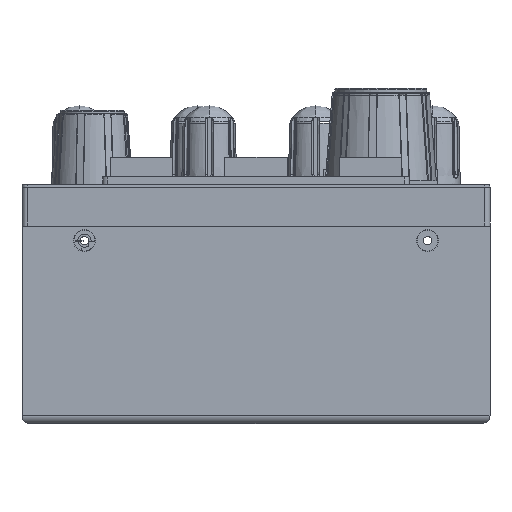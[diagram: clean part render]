
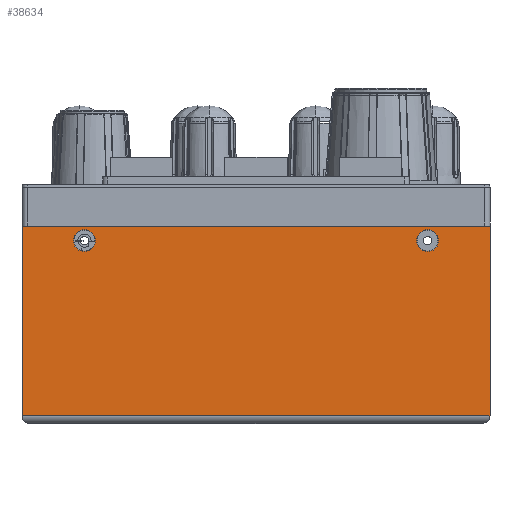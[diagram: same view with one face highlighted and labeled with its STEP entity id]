
A CAD part, front view. The second image highlights one B-rep face of the part: STEP entity #38634.
In plain terms, the highlighted planar face has unit normal (0, -1, 0).
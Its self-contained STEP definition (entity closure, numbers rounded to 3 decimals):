
#2940 = ORIENTED_EDGE ( 'NONE', *, *, #53427, .F. ) ;
#8840 = EDGE_CURVE ( 'NONE', #144815, #143175, #110492, .T. ) ;
#10141 = CARTESIAN_POINT ( 'NONE',  ( -67.853, -100.683, 9.536 ) ) ;
#14239 = CARTESIAN_POINT ( 'NONE',  ( -67.853, -100.683, 9.536 ) ) ;
#15404 = CARTESIAN_POINT ( 'NONE',  ( -67.853, -100.683, -26.964 ) ) ;
#15693 = FACE_BOUND ( 'NONE', #161057, .T. ) ;
#18647 = DIRECTION ( 'NONE',  ( 0., 0., -1. ) ) ;
#21712 = ORIENTED_EDGE ( 'NONE', *, *, #134497, .T. ) ;
#28222 = DIRECTION ( 'NONE',  ( 0., 0., -1. ) ) ;
#28770 = FACE_BOUND ( 'NONE', #150389, .T. ) ;
#29002 = CARTESIAN_POINT ( 'NONE',  ( -55.853, -100.683, 4.647 ) ) ;
#29598 = FACE_OUTER_BOUND ( 'NONE', #31278, .T. ) ;
#31174 = DIRECTION ( 'NONE',  ( 0., 0., -1. ) ) ;
#31278 = EDGE_LOOP ( 'NONE', ( #86100, #21712, #2940, #87259 ) ) ;
#32055 = EDGE_CURVE ( 'NONE', #161172, #161172, #33065, .T. ) ;
#32883 = DIRECTION ( 'NONE',  ( 1., 0., 0. ) ) ;
#33065 = CIRCLE ( 'NONE', #108619, 2.088 ) ;
#33303 = LINE ( 'NONE', #95294, #158127 ) ;
#35082 = ORIENTED_EDGE ( 'NONE', *, *, #124295, .T. ) ;
#38634 = ADVANCED_FACE ( 'NONE', ( #15693, #28770, #29598 ), #43370, .F. ) ;
#40424 = DIRECTION ( 'NONE',  ( 0., 1., 0. ) ) ;
#41307 = ORIENTED_EDGE ( 'NONE', *, *, #32055, .T. ) ;
#41614 = CARTESIAN_POINT ( 'NONE',  ( 22.147, -100.683, -28.464 ) ) ;
#42920 = EDGE_CURVE ( 'NONE', #143175, #89250, #33303, .T. ) ;
#43370 = PLANE ( 'NONE',  #46595 ) ;
#46595 = AXIS2_PLACEMENT_3D ( 'NONE', #93161, #140447, #31174 ) ;
#46654 = CARTESIAN_POINT ( 'NONE',  ( 21.147, -100.683, -26.964 ) ) ;
#53427 = EDGE_CURVE ( 'NONE', #144815, #119745, #153399, .T. ) ;
#59718 = LINE ( 'NONE', #46654, #159296 ) ;
#59917 = DIRECTION ( 'NONE',  ( -1., 0., 0. ) ) ;
#75248 = VECTOR ( 'NONE', #59917, 1000. ) ;
#78815 = CARTESIAN_POINT ( 'NONE',  ( -55.853, -100.683, 6.736 ) ) ;
#81626 = CARTESIAN_POINT ( 'NONE',  ( 22.147, -100.683, 9.536 ) ) ;
#85572 = AXIS2_PLACEMENT_3D ( 'NONE', #78815, #40424, #28222 ) ;
#86100 = ORIENTED_EDGE ( 'NONE', *, *, #42920, .T. ) ;
#87183 = CARTESIAN_POINT ( 'NONE',  ( 10.147, -100.683, 6.736 ) ) ;
#87259 = ORIENTED_EDGE ( 'NONE', *, *, #8840, .T. ) ;
#88774 = DIRECTION ( 'NONE',  ( 0., 0., -1. ) ) ;
#89250 = VERTEX_POINT ( 'NONE', #15404 ) ;
#93161 = CARTESIAN_POINT ( 'NONE',  ( -67.853, -100.683, -28.464 ) ) ;
#95294 = CARTESIAN_POINT ( 'NONE',  ( -67.853, -100.683, -28.464 ) ) ;
#102026 = CARTESIAN_POINT ( 'NONE',  ( 22.147, -100.683, -26.964 ) ) ;
#104021 = VERTEX_POINT ( 'NONE', #29002 ) ;
#108619 = AXIS2_PLACEMENT_3D ( 'NONE', #87183, #112453, #88774 ) ;
#110492 = LINE ( 'NONE', #10141, #75248 ) ;
#112453 = DIRECTION ( 'NONE',  ( 0., 1., 0. ) ) ;
#115076 = DIRECTION ( 'NONE',  ( 0., 0., -1. ) ) ;
#119745 = VERTEX_POINT ( 'NONE', #102026 ) ;
#124295 = EDGE_CURVE ( 'NONE', #104021, #104021, #132496, .T. ) ;
#132496 = CIRCLE ( 'NONE', #85572, 2.088 ) ;
#134252 = CARTESIAN_POINT ( 'NONE',  ( 10.147, -100.683, 4.647 ) ) ;
#134497 = EDGE_CURVE ( 'NONE', #89250, #119745, #59718, .T. ) ;
#140447 = DIRECTION ( 'NONE',  ( 0., 1., 0. ) ) ;
#140767 = VECTOR ( 'NONE', #115076, 1000. ) ;
#143175 = VERTEX_POINT ( 'NONE', #14239 ) ;
#144815 = VERTEX_POINT ( 'NONE', #81626 ) ;
#150389 = EDGE_LOOP ( 'NONE', ( #41307 ) ) ;
#153399 = LINE ( 'NONE', #41614, #140767 ) ;
#158127 = VECTOR ( 'NONE', #18647, 1000. ) ;
#159296 = VECTOR ( 'NONE', #32883, 1000. ) ;
#161057 = EDGE_LOOP ( 'NONE', ( #35082 ) ) ;
#161172 = VERTEX_POINT ( 'NONE', #134252 ) ;
